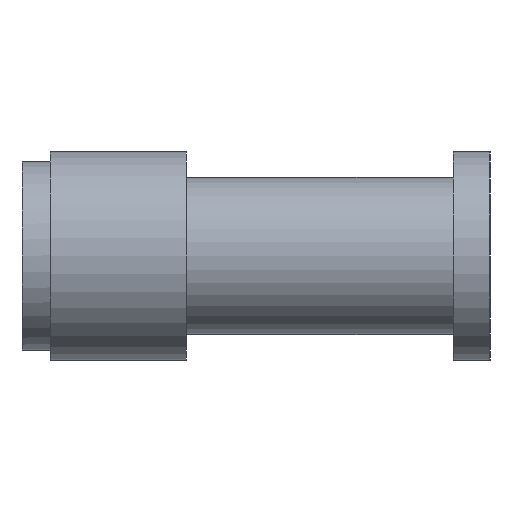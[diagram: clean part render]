
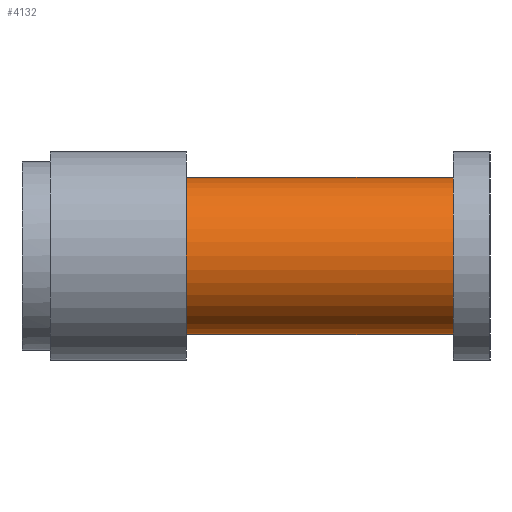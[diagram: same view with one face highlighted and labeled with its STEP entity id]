
A CAD part, left-side view. The second image highlights one B-rep face of the part: STEP entity #4132.
In plain terms, the highlighted cylindrical face has radius 7.5 mm (diameter 15 mm), a partial arc.
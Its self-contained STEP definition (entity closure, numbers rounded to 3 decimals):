
#182=FACE_OUTER_BOUND('',#404,.T.);
#404=EDGE_LOOP('',(#2817,#2818,#2819,#2820));
#644=LINE('',#6015,#1122);
#645=LINE('',#6018,#1123);
#1122=VECTOR('',#4786,1000.);
#1123=VECTOR('',#4789,1000.);
#1603=CIRCLE('',#4381,7.5);
#1604=CIRCLE('',#4382,7.5);
#1761=VERTEX_POINT('',#6011);
#1762=VERTEX_POINT('',#6012);
#1763=VERTEX_POINT('',#6014);
#1764=VERTEX_POINT('',#6016);
#2184=EDGE_CURVE('',#1761,#1762,#1603,.T.);
#2185=EDGE_CURVE('',#1761,#1763,#644,.T.);
#2186=EDGE_CURVE('',#1764,#1763,#1604,.T.);
#2187=EDGE_CURVE('',#1762,#1764,#645,.T.);
#2817=ORIENTED_EDGE('',*,*,#2184,.F.);
#2818=ORIENTED_EDGE('',*,*,#2185,.T.);
#2819=ORIENTED_EDGE('',*,*,#2186,.F.);
#2820=ORIENTED_EDGE('',*,*,#2187,.F.);
#4058=CYLINDRICAL_SURFACE('',#4380,7.5);
#4132=ADVANCED_FACE('',(#182),#4058,.T.);
#4380=AXIS2_PLACEMENT_3D('',#6010,#4782,#4783);
#4381=AXIS2_PLACEMENT_3D('',#6013,#4784,#4785);
#4382=AXIS2_PLACEMENT_3D('',#6017,#4787,#4788);
#4782=DIRECTION('center_axis',(0.,-1.,0.));
#4783=DIRECTION('ref_axis',(-1.,0.,0.));
#4784=DIRECTION('center_axis',(0.,1.,0.));
#4785=DIRECTION('ref_axis',(0.,0.,1.));
#4786=DIRECTION('',(0.,-1.,0.));
#4787=DIRECTION('center_axis',(0.,-1.,0.));
#4788=DIRECTION('ref_axis',(0.,0.,-1.));
#4789=DIRECTION('',(0.,-1.,0.));
#6010=CARTESIAN_POINT('Origin',(-126.5,16.,0.));
#6011=CARTESIAN_POINT('',(-119.152,13.,-1.5));
#6012=CARTESIAN_POINT('',(-119.152,13.,1.5));
#6013=CARTESIAN_POINT('Origin',(-126.5,13.,0.));
#6014=CARTESIAN_POINT('',(-119.152,-12.5,-1.5));
#6015=CARTESIAN_POINT('',(-119.152,16.,-1.5));
#6016=CARTESIAN_POINT('',(-119.152,-12.5,1.5));
#6017=CARTESIAN_POINT('Origin',(-126.5,-12.5,0.));
#6018=CARTESIAN_POINT('',(-119.152,16.,1.5));
